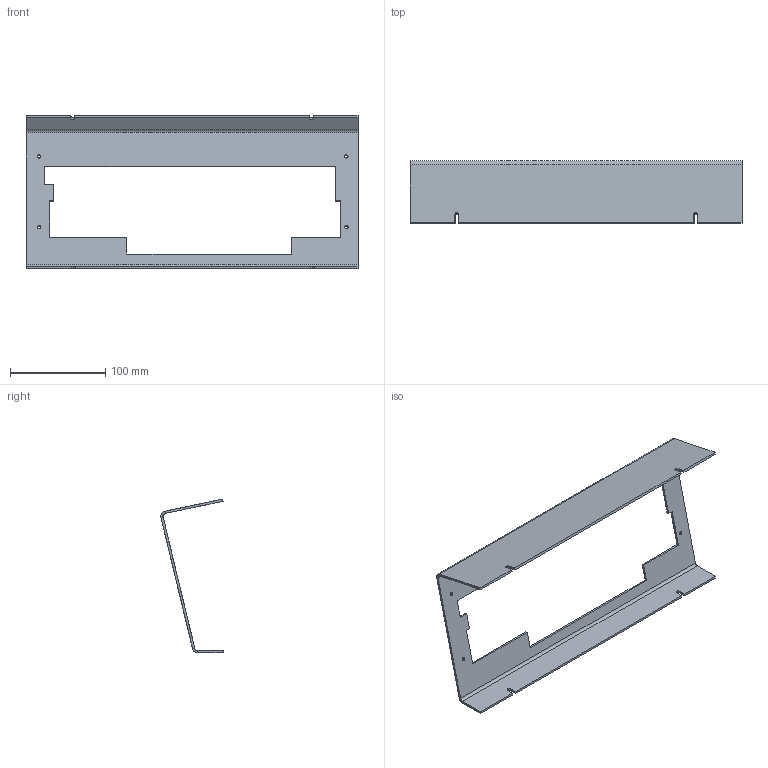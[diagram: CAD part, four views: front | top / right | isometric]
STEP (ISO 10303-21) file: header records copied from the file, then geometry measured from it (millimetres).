
FILE_DESCRIPTION (( 'STEP AP214' ), '1' );
FILE_NAME ('keyboard lid.STEP', '2024-02-21T17:17:12', ( '' ), ( '' ), 'SwSTEP 2.0', 'SolidWorks 2019', '' );
FILE_SCHEMA (( 'AUTOMOTIVE_DESIGN' ));
Length unit declared in the file: millimetre
Products named in the file (1): keyboard lid
Bounding box: 348 x 65.36 x 161.18 mm (x, y, z)
Volume: 132511.1 mm3; surface area: 120776.9 mm2
Topology: 1 solids, 1 shells, 62 faces, 164 edges, 104 vertices
Faces by surface type: plane 44, cylinder 18
Entity records: 1950 total; most frequent: CARTESIAN_POINT 331, ORIENTED_EDGE 328, DIRECTION 326, EDGE_CURVE 164, LINE 128, VECTOR 128, VERTEX_POINT 104, AXIS2_PLACEMENT_3D 99
